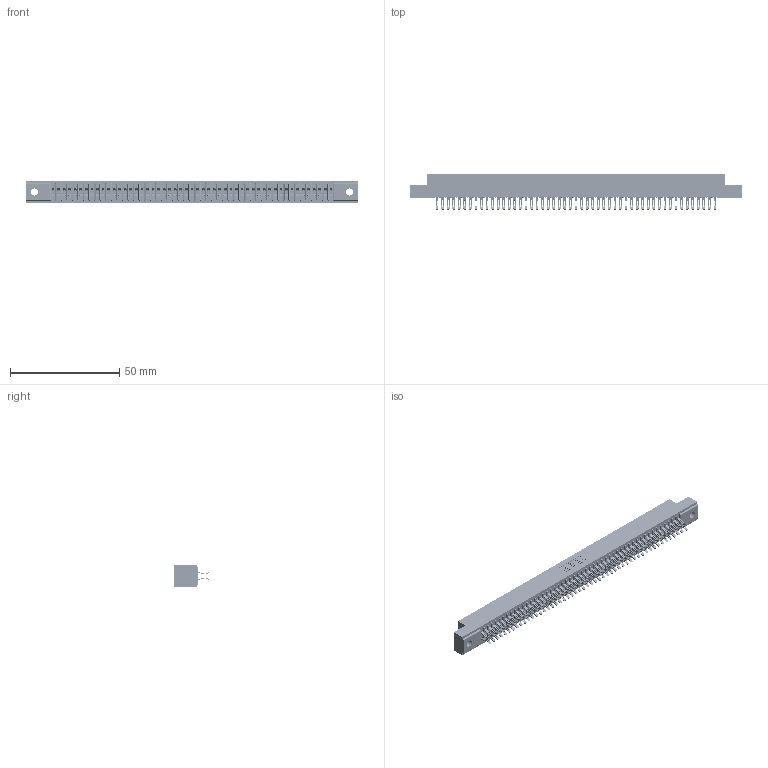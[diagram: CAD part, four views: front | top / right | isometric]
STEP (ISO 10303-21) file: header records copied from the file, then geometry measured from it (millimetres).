
FILE_DESCRIPTION (( 'STEP AP203' ), '1' );
FILE_NAME ('391-102-555-202.STEP', '2018-08-09T19:59:57', ( '' ), ( '' ), 'SwSTEP 2.0', 'SolidWorks 2016', '' );
FILE_SCHEMA (( 'CONFIG_CONTROL_DESIGN' ));
Length unit declared in the file: inch
Products named in the file (3): 341 Part_.128 (3.25) Dia Mounting Holes; 341-292-001_341-292-155; 391-102-555-202
Assembly tree (103 placements, depth 2):
  391-102-555-202
    341 Part_.128 (3.25) Dia Mounting Holes
    341-292-001_341-292-155  x102
Bounding box: 151.76 x 16.31 x 10.16 mm (x, y, z)
Volume: 11304.5 mm3; surface area: 20932.7 mm2
Topology: 103 solids, 103 shells, 8072 faces, 24133 edges, 15710 vertices
Faces by surface type: plane 4352, cylinder 3516, sphere 104, torus 100
Entity records: 60994 total; most frequent: CARTESIAN_POINT 10155, ORIENTED_EDGE 10082, DIRECTION 9839, EDGE_CURVE 5041, LINE 4067, VECTOR 4067, VERTEX_POINT 3186, AXIS2_PLACEMENT_3D 2886
